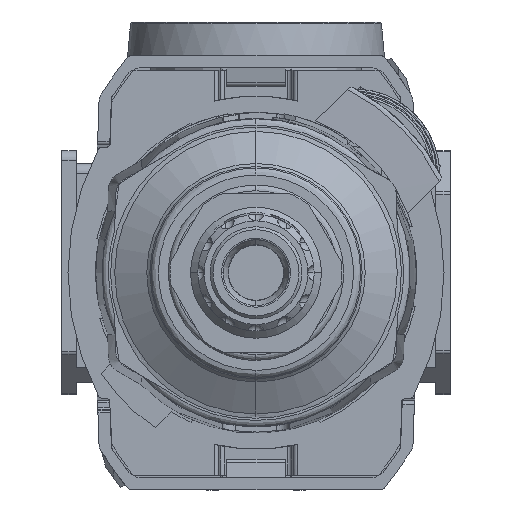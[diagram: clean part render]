
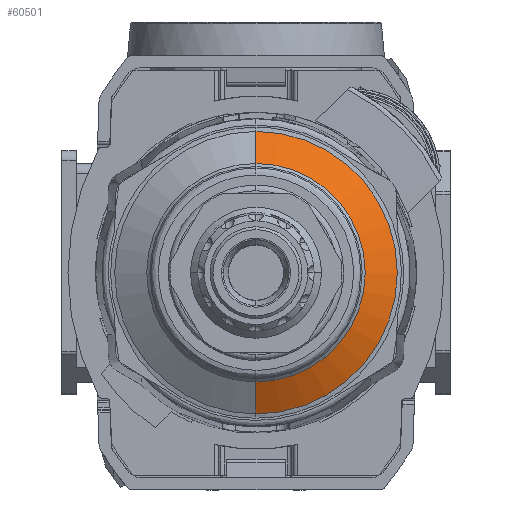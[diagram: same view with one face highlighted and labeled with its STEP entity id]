
A CAD part, front view. The second image highlights one B-rep face of the part: STEP entity #60501.
In plain terms, the highlighted conical face has half-angle 60 degrees and reference radius 16.907 mm.
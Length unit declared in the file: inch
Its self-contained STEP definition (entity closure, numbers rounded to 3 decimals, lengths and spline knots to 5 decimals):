
#1820 = ORIENTED_EDGE ( 'NONE', *, *, #24847, .F. ) ;
#10013 = DIRECTION ( 'NONE',  ( 0., -1., 0. ) ) ;
#11406 = VECTOR ( 'NONE', #54223, 39.37008 ) ;
#15881 = ORIENTED_EDGE ( 'NONE', *, *, #66036, .T. ) ;
#16703 = EDGE_LOOP ( 'NONE', ( #15881, #55270, #72982, #1820 ) ) ;
#16729 = LINE ( 'NONE', #83111, #11406 ) ;
#17205 = CARTESIAN_POINT ( 'NONE',  ( 0., -3.69728, 0. ) ) ;
#22382 = VERTEX_POINT ( 'NONE', #52897 ) ;
#24352 = DIRECTION ( 'NONE',  ( 0., 0.5, -0.866 ) ) ;
#24847 = EDGE_CURVE ( 'NONE', #44299, #69327, #16729, .T. ) ;
#25312 = LINE ( 'NONE', #45990, #31438 ) ;
#27767 = CIRCLE ( 'NONE', #55355, 0.66563 ) ;
#29417 = CARTESIAN_POINT ( 'NONE',  ( 0., -3.78452, 0. ) ) ;
#31438 = VECTOR ( 'NONE', #24352, 39.37008 ) ;
#35692 = DIRECTION ( 'NONE',  ( 0., 1., 0. ) ) ;
#38391 = CARTESIAN_POINT ( 'NONE',  ( 0., -3.69728, 0.66563 ) ) ;
#38466 = DIRECTION ( 'NONE',  ( 0., 0., 1. ) ) ;
#41240 = VERTEX_POINT ( 'NONE', #56214 ) ;
#44299 = VERTEX_POINT ( 'NONE', #58510 ) ;
#45123 = DIRECTION ( 'NONE',  ( 0., 0., -1. ) ) ;
#45990 = CARTESIAN_POINT ( 'NONE',  ( 0., -3.69728, -0.66563 ) ) ;
#50359 = CONICAL_SURFACE ( 'NONE', #85684, 0.66563, 1.047 ) ;
#52897 = CARTESIAN_POINT ( 'NONE',  ( 0., -3.78452, -0.51452 ) ) ;
#54223 = DIRECTION ( 'NONE',  ( 0., 0.5, 0.866 ) ) ;
#55270 = ORIENTED_EDGE ( 'NONE', *, *, #55799, .T. ) ;
#55355 = AXIS2_PLACEMENT_3D ( 'NONE', #17205, #10013, #45123 ) ;
#55799 = EDGE_CURVE ( 'NONE', #22382, #41240, #25312, .T. ) ;
#56214 = CARTESIAN_POINT ( 'NONE',  ( 0., -3.69728, -0.66563 ) ) ;
#58177 = AXIS2_PLACEMENT_3D ( 'NONE', #29417, #35692, #86233 ) ;
#58510 = CARTESIAN_POINT ( 'NONE',  ( 0., -3.78452, 0.51452 ) ) ;
#60501 = ADVANCED_FACE ( 'NONE', ( #81288 ), #50359, .T. ) ;
#66036 = EDGE_CURVE ( 'NONE', #44299, #22382, #72044, .T. ) ;
#69327 = VERTEX_POINT ( 'NONE', #38391 ) ;
#69335 = EDGE_CURVE ( 'NONE', #41240, #69327, #27767, .T. ) ;
#72044 = CIRCLE ( 'NONE', #58177, 0.51452 ) ;
#72982 = ORIENTED_EDGE ( 'NONE', *, *, #69335, .T. ) ;
#75461 = DIRECTION ( 'NONE',  ( 0., 1., 0. ) ) ;
#81288 = FACE_OUTER_BOUND ( 'NONE', #16703, .T. ) ;
#83111 = CARTESIAN_POINT ( 'NONE',  ( 0., -3.69728, 0.66563 ) ) ;
#85684 = AXIS2_PLACEMENT_3D ( 'NONE', #89948, #75461, #38466 ) ;
#86233 = DIRECTION ( 'NONE',  ( 0., 0., 1. ) ) ;
#89948 = CARTESIAN_POINT ( 'NONE',  ( 0., -3.69728, 0. ) ) ;
